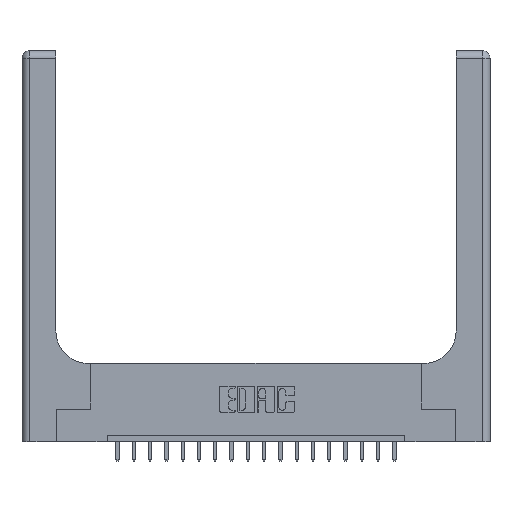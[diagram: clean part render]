
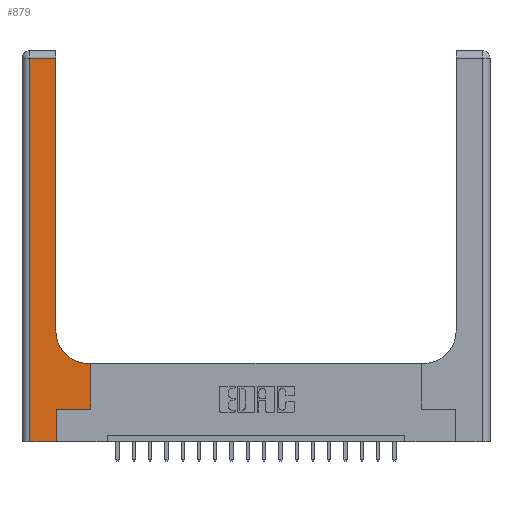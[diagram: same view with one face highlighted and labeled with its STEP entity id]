
A CAD part, top view. The second image highlights one B-rep face of the part: STEP entity #879.
In plain terms, the highlighted planar face has unit normal (0, 0, 1).
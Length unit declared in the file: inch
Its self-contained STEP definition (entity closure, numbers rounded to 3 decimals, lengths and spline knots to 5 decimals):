
#284 = VERTEX_POINT ( 'NONE', #9375 ) ;
#486 = VECTOR ( 'NONE', #10539, 39.37008 ) ;
#750 = EDGE_CURVE ( 'NONE', #13398, #8784, #12777, .T. ) ;
#817 = CARTESIAN_POINT ( 'NONE',  ( 0.51, 0.85, 0.37 ) ) ;
#879 = ADVANCED_FACE ( 'NONE', ( #6355 ), #6299, .F. ) ;
#1630 = ORIENTED_EDGE ( 'NONE', *, *, #6377, .T. ) ;
#2336 = LINE ( 'NONE', #7289, #17931 ) ;
#3002 = DIRECTION ( 'NONE',  ( 0., 1., 0. ) ) ;
#3223 = CARTESIAN_POINT ( 'NONE',  ( 0.06, 0., 0.37 ) ) ;
#4067 = LINE ( 'NONE', #13568, #6391 ) ;
#4154 = ORIENTED_EDGE ( 'NONE', *, *, #14391, .T. ) ;
#4333 = DIRECTION ( 'NONE',  ( 0., -1., 0. ) ) ;
#4337 = LINE ( 'NONE', #18854, #10706 ) ;
#4359 = DIRECTION ( 'NONE',  ( 1., 0., 0. ) ) ;
#4486 = CARTESIAN_POINT ( 'NONE',  ( 0.265, 0.25, 0.37 ) ) ;
#4692 = CARTESIAN_POINT ( 'NONE',  ( 0., 2.94, 0.37 ) ) ;
#4736 = CARTESIAN_POINT ( 'NONE',  ( 0., 3., 0.37 ) ) ;
#5904 = CARTESIAN_POINT ( 'NONE',  ( 0.265, 0., 0.37 ) ) ;
#5986 = VERTEX_POINT ( 'NONE', #5904 ) ;
#5992 = VECTOR ( 'NONE', #4359, 39.37008 ) ;
#5997 = CARTESIAN_POINT ( 'NONE',  ( 0.26, 0.6, 0.37 ) ) ;
#6299 = PLANE ( 'NONE',  #10827 ) ;
#6347 = ORIENTED_EDGE ( 'NONE', *, *, #16356, .T. ) ;
#6355 = FACE_OUTER_BOUND ( 'NONE', #16650, .T. ) ;
#6377 = EDGE_CURVE ( 'NONE', #5986, #15586, #2336, .T. ) ;
#6391 = VECTOR ( 'NONE', #4333, 39.37008 ) ;
#6485 = ORIENTED_EDGE ( 'NONE', *, *, #750, .T. ) ;
#6633 = EDGE_CURVE ( 'NONE', #15586, #17130, #8666, .T. ) ;
#6719 = CARTESIAN_POINT ( 'NONE',  ( 0.528, 0.25, 0.37 ) ) ;
#6831 = DIRECTION ( 'NONE',  ( 0., 1., 0. ) ) ;
#6916 = VERTEX_POINT ( 'NONE', #3223 ) ;
#6999 = VECTOR ( 'NONE', #7560, 39.37008 ) ;
#7181 = VERTEX_POINT ( 'NONE', #18625 ) ;
#7272 = CARTESIAN_POINT ( 'NONE',  ( 0.528, 0.25, 0.37 ) ) ;
#7289 = CARTESIAN_POINT ( 'NONE',  ( 0.265, 0., 0.37 ) ) ;
#7560 = DIRECTION ( 'NONE',  ( 1., 0., 0. ) ) ;
#7877 = LINE ( 'NONE', #8946, #5992 ) ;
#8658 = ORIENTED_EDGE ( 'NONE', *, *, #18858, .T. ) ;
#8666 = LINE ( 'NONE', #4486, #6999 ) ;
#8784 = VERTEX_POINT ( 'NONE', #13176 ) ;
#8946 = CARTESIAN_POINT ( 'NONE',  ( 0., 0., 0.37 ) ) ;
#9375 = CARTESIAN_POINT ( 'NONE',  ( 0.51, 0.6, 0.37 ) ) ;
#9501 = ORIENTED_EDGE ( 'NONE', *, *, #6633, .T. ) ;
#9531 = EDGE_CURVE ( 'NONE', #12976, #284, #18477, .T. ) ;
#9589 = VECTOR ( 'NONE', #14719, 39.37008 ) ;
#9708 = EDGE_CURVE ( 'NONE', #8784, #6916, #4067, .T. ) ;
#10539 = DIRECTION ( 'NONE',  ( -1., 0., 0. ) ) ;
#10706 = VECTOR ( 'NONE', #6831, 39.37008 ) ;
#10725 = DIRECTION ( 'NONE',  ( -1., 0., 0. ) ) ;
#10827 = AXIS2_PLACEMENT_3D ( 'NONE', #4736, #18275, #10725 ) ;
#10848 = VECTOR ( 'NONE', #16595, 39.37008 ) ;
#12392 = CARTESIAN_POINT ( 'NONE',  ( 0.528, 0.6, 0.37 ) ) ;
#12485 = EDGE_CURVE ( 'NONE', #284, #7181, #14372, .T. ) ;
#12777 = LINE ( 'NONE', #4692, #10848 ) ;
#12882 = ORIENTED_EDGE ( 'NONE', *, *, #12485, .T. ) ;
#12976 = VERTEX_POINT ( 'NONE', #12392 ) ;
#13176 = CARTESIAN_POINT ( 'NONE',  ( 0.06, 2.94, 0.37 ) ) ;
#13398 = VERTEX_POINT ( 'NONE', #18765 ) ;
#13568 = CARTESIAN_POINT ( 'NONE',  ( 0.06, 3., 0.37 ) ) ;
#14372 = CIRCLE ( 'NONE', #16699, 0.25 ) ;
#14391 = EDGE_CURVE ( 'NONE', #6916, #5986, #7877, .T. ) ;
#14565 = DIRECTION ( 'NONE',  ( 0., 0., -1. ) ) ;
#14719 = DIRECTION ( 'NONE',  ( 0., 1., 0. ) ) ;
#14860 = ORIENTED_EDGE ( 'NONE', *, *, #9531, .T. ) ;
#15281 = CARTESIAN_POINT ( 'NONE',  ( 0.265, 0.25, 0.37 ) ) ;
#15586 = VERTEX_POINT ( 'NONE', #15281 ) ;
#15897 = DIRECTION ( 'NONE',  ( 1., 0., 0. ) ) ;
#16356 = EDGE_CURVE ( 'NONE', #17130, #12976, #18602, .T. ) ;
#16595 = DIRECTION ( 'NONE',  ( -1., 0., 0. ) ) ;
#16650 = EDGE_LOOP ( 'NONE', ( #8658, #6485, #17722, #4154, #1630, #9501, #6347, #14860, #12882 ) ) ;
#16699 = AXIS2_PLACEMENT_3D ( 'NONE', #817, #14565, #15897 ) ;
#17130 = VERTEX_POINT ( 'NONE', #6719 ) ;
#17722 = ORIENTED_EDGE ( 'NONE', *, *, #9708, .T. ) ;
#17931 = VECTOR ( 'NONE', #3002, 39.37008 ) ;
#18275 = DIRECTION ( 'NONE',  ( 0., 0., -1. ) ) ;
#18477 = LINE ( 'NONE', #5997, #486 ) ;
#18602 = LINE ( 'NONE', #7272, #9589 ) ;
#18625 = CARTESIAN_POINT ( 'NONE',  ( 0.26, 0.85, 0.37 ) ) ;
#18765 = CARTESIAN_POINT ( 'NONE',  ( 0.26, 2.94, 0.37 ) ) ;
#18854 = CARTESIAN_POINT ( 'NONE',  ( 0.26, 3., 0.37 ) ) ;
#18858 = EDGE_CURVE ( 'NONE', #7181, #13398, #4337, .T. ) ;
